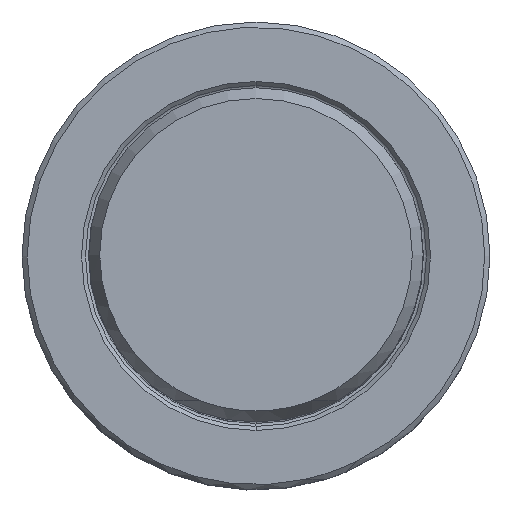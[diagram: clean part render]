
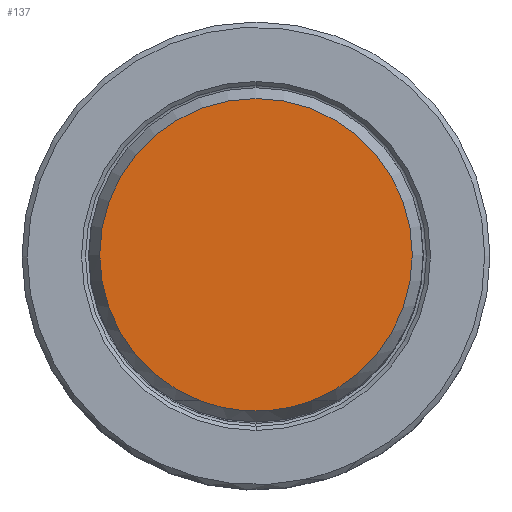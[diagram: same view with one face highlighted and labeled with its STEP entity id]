
A CAD part, top view. The second image highlights one B-rep face of the part: STEP entity #137.
In plain terms, the highlighted planar face has unit normal (0, 0, 1).
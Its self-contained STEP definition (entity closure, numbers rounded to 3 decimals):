
#40=PLANE('',#1257);
#137=ADVANCED_FACE('',(#221),#40,.F.);
#221=FACE_OUTER_BOUND('',#285,.T.);
#285=EDGE_LOOP('',(#461,#462,#463,#464));
#461=ORIENTED_EDGE('',*,*,#767,.F.);
#462=ORIENTED_EDGE('',*,*,#768,.F.);
#463=ORIENTED_EDGE('',*,*,#769,.F.);
#464=ORIENTED_EDGE('',*,*,#770,.F.);
#647=VERTEX_POINT('',#2721);
#648=VERTEX_POINT('',#2722);
#649=VERTEX_POINT('',#2724);
#650=VERTEX_POINT('',#2726);
#767=EDGE_CURVE('',#647,#648,#934,.T.);
#768=EDGE_CURVE('',#649,#647,#935,.T.);
#769=EDGE_CURVE('',#650,#649,#936,.T.);
#770=EDGE_CURVE('',#648,#650,#937,.T.);
#934=CIRCLE('',#1253,14.847);
#935=CIRCLE('',#1254,14.847);
#936=CIRCLE('',#1255,14.847);
#937=CIRCLE('',#1256,14.847);
#1253=AXIS2_PLACEMENT_3D('',#2720,#1515,#1516);
#1254=AXIS2_PLACEMENT_3D('',#2723,#1517,#1518);
#1255=AXIS2_PLACEMENT_3D('',#2725,#1519,#1520);
#1256=AXIS2_PLACEMENT_3D('',#2727,#1521,#1522);
#1257=AXIS2_PLACEMENT_3D('',#2728,#1523,#1524);
#1515=DIRECTION('',(0.,0.,-1.));
#1516=DIRECTION('',(0.356,-0.935,0.));
#1517=DIRECTION('',(0.,0.,-1.));
#1518=DIRECTION('',(1.,0.,0.));
#1519=DIRECTION('',(0.,0.,-1.));
#1520=DIRECTION('',(-1.,0.,0.));
#1521=DIRECTION('',(0.,0.,-1.));
#1522=DIRECTION('',(-0.356,-0.935,0.));
#1523=DIRECTION('',(0.,0.,-1.));
#1524=DIRECTION('',(-1.,0.,0.));
#2720=CARTESIAN_POINT('',(0.,0.,60.33));
#2721=CARTESIAN_POINT('',(5.284,-13.875,60.33));
#2722=CARTESIAN_POINT('',(-5.284,-13.875,60.33));
#2723=CARTESIAN_POINT('',(0.,0.,60.33));
#2724=CARTESIAN_POINT('',(14.847,0.,60.33));
#2725=CARTESIAN_POINT('',(0.,0.,60.33));
#2726=CARTESIAN_POINT('',(-14.847,0.,60.33));
#2727=CARTESIAN_POINT('',(0.,0.,60.33));
#2728=CARTESIAN_POINT('',(0.,0.,60.33));
